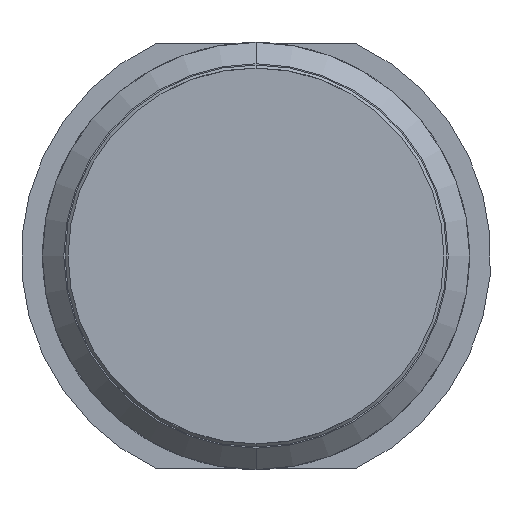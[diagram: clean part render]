
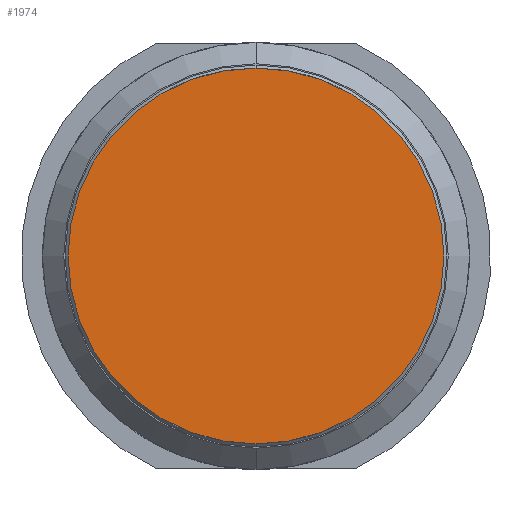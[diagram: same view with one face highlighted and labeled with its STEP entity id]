
A CAD part, front view. The second image highlights one B-rep face of the part: STEP entity #1974.
In plain terms, the highlighted planar face has unit normal (0, -1, 0).
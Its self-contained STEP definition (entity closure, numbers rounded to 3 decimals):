
#41 = PLANE ( 'NONE',  #2161 ) ;
#383 = CARTESIAN_POINT ( 'NONE',  ( -2.2, 0., 0. ) ) ;
#752 = CARTESIAN_POINT ( 'NONE',  ( 0., 0., 0. ) ) ;
#899 = CARTESIAN_POINT ( 'NONE',  ( 2.2, 0., 0. ) ) ;
#978 = DIRECTION ( 'NONE',  ( 0., 1., 0. ) ) ;
#1094 = DIRECTION ( 'NONE',  ( 1., 0., 0. ) ) ;
#1149 = AXIS2_PLACEMENT_3D ( 'NONE', #2943, #3548, #1094 ) ;
#1378 = DIRECTION ( 'NONE',  ( 0., -1., 0. ) ) ;
#1620 = EDGE_CURVE ( 'Defeature ausgef�hrt1_16+Defeature ausgef�hrt1_23+Defeature ausgef�hrt1_23+Defeature ausgef�hrt1_23', #1994, #3054, #1979, .T. ) ;
#1845 = EDGE_CURVE ( 'Defeature ausgef�hrt1_16+Defeature ausgef�hrt1_23+Defeature ausgef�hrt1_23+Defeature ausgef�hrt1_23', #3054, #1994, #2701, .T. ) ;
#1974 = ADVANCED_FACE ( 'Defeature ausgef�hrt1_16', ( #2945 ), #41, .F. ) ;
#1979 = CIRCLE ( 'NONE', #1149, 2.2 ) ;
#1994 = VERTEX_POINT ( 'NONE', #383 ) ;
#2161 = AXIS2_PLACEMENT_3D ( 'NONE', #2173, #978, #2524 ) ;
#2173 = CARTESIAN_POINT ( 'NONE',  ( 0., 0., 1.9 ) ) ;
#2374 = ORIENTED_EDGE ( 'NONE', *, *, #1845, .T. ) ;
#2524 = DIRECTION ( 'NONE',  ( -1., 0., 0. ) ) ;
#2701 = CIRCLE ( 'NONE', #3465, 2.2 ) ;
#2943 = CARTESIAN_POINT ( 'NONE',  ( 0., 0., 0. ) ) ;
#2945 = FACE_OUTER_BOUND ( 'NONE', #3585, .T. ) ;
#3054 = VERTEX_POINT ( 'NONE', #899 ) ;
#3465 = AXIS2_PLACEMENT_3D ( 'NONE', #752, #1378, #3495 ) ;
#3495 = DIRECTION ( 'NONE',  ( 1., 0., 0. ) ) ;
#3548 = DIRECTION ( 'NONE',  ( 0., -1., 0. ) ) ;
#3585 = EDGE_LOOP ( 'NONE', ( #2374, #3914 ) ) ;
#3914 = ORIENTED_EDGE ( 'NONE', *, *, #1620, .T. ) ;
